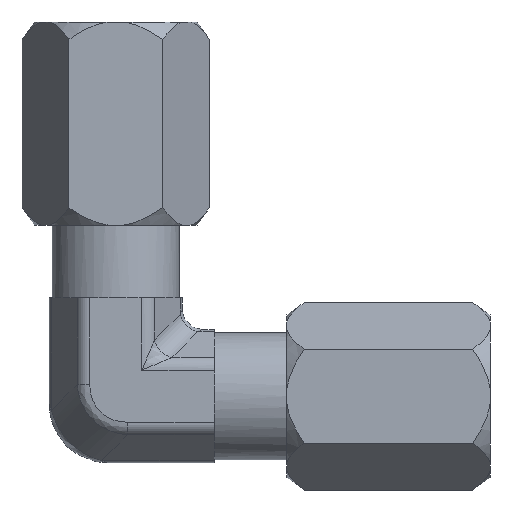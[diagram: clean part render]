
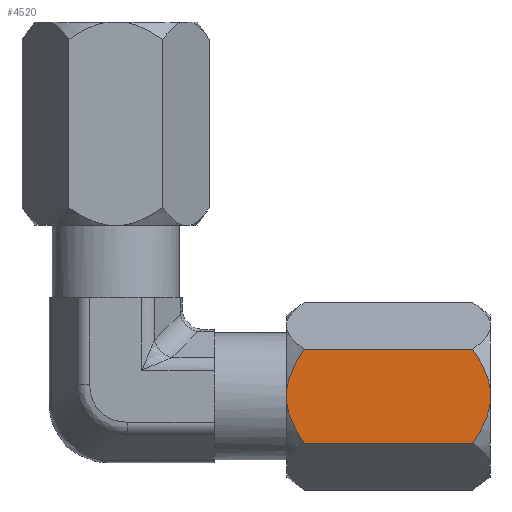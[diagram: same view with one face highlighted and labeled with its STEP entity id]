
A CAD part, front view. The second image highlights one B-rep face of the part: STEP entity #4520.
In plain terms, the highlighted planar face has unit normal (0, -1, 0).
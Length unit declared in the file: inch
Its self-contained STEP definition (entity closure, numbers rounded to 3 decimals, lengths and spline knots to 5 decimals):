
#338=DIRECTION('',(0.,0.,-1.));
#339=VECTOR('',#338,0.05297);
#340=CARTESIAN_POINT('',(0.59,-0.28,0.02649));
#341=LINE('',#340,#339);
#1876=DIRECTION('',(0.,0.,-1.));
#1877=VECTOR('',#1876,0.05297);
#1878=CARTESIAN_POINT('',(1.29,-0.28,0.02649));
#1879=LINE('',#1878,#1877);
#2120=CARTESIAN_POINT('',(1.22992,-0.28,-0.16166));
#2121=CARTESIAN_POINT('',(1.23894,-0.28,-0.14903));
#2122=CARTESIAN_POINT('',(1.25488,-0.28,-0.12447));
#2123=CARTESIAN_POINT('',(1.27247,-0.28,-0.08995));
#2124=CARTESIAN_POINT('',(1.28423,-0.28,-0.05758));
#2125=CARTESIAN_POINT('',(1.28863,-0.28,-0.03669));
#2126=CARTESIAN_POINT('',(1.29,-0.28,-0.02649));
#2131=CARTESIAN_POINT('',(0.65008,-0.28,-0.16166));
#2132=CARTESIAN_POINT('',(0.64106,-0.28,-0.14903));
#2133=CARTESIAN_POINT('',(0.62512,-0.28,-0.12447));
#2134=CARTESIAN_POINT('',(0.60753,-0.28,-0.08995));
#2135=CARTESIAN_POINT('',(0.59577,-0.28,-0.05758));
#2136=CARTESIAN_POINT('',(0.59137,-0.28,-0.03669));
#2137=CARTESIAN_POINT('',(0.59,-0.28,-0.02649));
#2142=CARTESIAN_POINT('',(0.59,-0.28,0.02649));
#2143=CARTESIAN_POINT('',(0.59137,-0.28,0.03669));
#2144=CARTESIAN_POINT('',(0.59577,-0.28,0.05758));
#2145=CARTESIAN_POINT('',(0.60753,-0.28,0.08995));
#2146=CARTESIAN_POINT('',(0.62512,-0.28,0.12448));
#2147=CARTESIAN_POINT('',(0.64106,-0.28,0.14903));
#2148=CARTESIAN_POINT('',(0.65008,-0.28,0.16166));
#2153=DIRECTION('',(1.,0.,0.));
#2154=VECTOR('',#2153,0.57985);
#2155=CARTESIAN_POINT('',(0.65008,-0.28,0.16166));
#2156=LINE('',#2155,#2154);
#2160=CARTESIAN_POINT('',(1.29,-0.28,0.02649));
#2161=CARTESIAN_POINT('',(1.28863,-0.28,0.03669));
#2162=CARTESIAN_POINT('',(1.28423,-0.28,0.05758));
#2163=CARTESIAN_POINT('',(1.27247,-0.28,0.08995));
#2164=CARTESIAN_POINT('',(1.25488,-0.28,0.12448));
#2165=CARTESIAN_POINT('',(1.23894,-0.28,0.14903));
#2166=CARTESIAN_POINT('',(1.22992,-0.28,0.16166));
#2204=DIRECTION('',(1.,0.,0.));
#2205=VECTOR('',#2204,0.57985);
#2206=CARTESIAN_POINT('',(0.65008,-0.28,-0.16166));
#2207=LINE('',#2206,#2205);
#2617=CARTESIAN_POINT('',(0.59,-0.28,-0.02649));
#2619=VERTEX_POINT('',#2617);
#2620=CARTESIAN_POINT('',(0.59,-0.28,0.02649));
#2622=VERTEX_POINT('',#2620);
#2633=CARTESIAN_POINT('',(1.29,-0.28,-0.02649));
#2635=VERTEX_POINT('',#2633);
#2636=CARTESIAN_POINT('',(1.29,-0.28,0.02649));
#2638=VERTEX_POINT('',#2636);
#2648=VERTEX_POINT('',#2120);
#2649=VERTEX_POINT('',#2166);
#2650=VERTEX_POINT('',#2131);
#2651=VERTEX_POINT('',#2148);
#4502=CARTESIAN_POINT('',(0.59,-0.28,0.16166));
#4503=DIRECTION('',(0.,-1.,0.));
#4504=DIRECTION('',(0.,0.,-1.));
#4505=AXIS2_PLACEMENT_3D('',#4502,#4503,#4504);
#4506=PLANE('',#4505);
#4507=ORIENTED_EDGE('',*,*,#4413,.F.);
#4509=ORIENTED_EDGE('',*,*,#4508,.F.);
#4511=ORIENTED_EDGE('',*,*,#4510,.T.);
#4512=ORIENTED_EDGE('',*,*,#2892,.F.);
#4514=ORIENTED_EDGE('',*,*,#4513,.T.);
#4515=ORIENTED_EDGE('',*,*,#4489,.T.);
#4516=ORIENTED_EDGE('',*,*,#4424,.F.);
#4517=ORIENTED_EDGE('',*,*,#4340,.T.);
#4518=EDGE_LOOP('',(#4507,#4509,#4511,#4512,#4514,#4515,#4516,#4517));
#4519=FACE_OUTER_BOUND('',#4518,.F.);
#4520=ADVANCED_FACE('',(#4519),#4506,.T.);
#2127=B_SPLINE_CURVE_WITH_KNOTS('',3,(#2120,#2121,#2122,#2123,#2124,#2125,
#2126),.UNSPECIFIED.,.F.,.F.,(4,1,1,1,4),(0.,0.25,0.5,0.75,1.),
.UNSPECIFIED.);
#2138=B_SPLINE_CURVE_WITH_KNOTS('',3,(#2131,#2132,#2133,#2134,#2135,#2136,
#2137),.UNSPECIFIED.,.F.,.F.,(4,1,1,1,4),(0.,0.25,0.5,0.75,1.),
.UNSPECIFIED.);
#2149=B_SPLINE_CURVE_WITH_KNOTS('',3,(#2142,#2143,#2144,#2145,#2146,#2147,
#2148),.UNSPECIFIED.,.F.,.F.,(4,1,1,1,4),(0.,0.25,0.5,0.75,1.),
.UNSPECIFIED.);
#2167=B_SPLINE_CURVE_WITH_KNOTS('',3,(#2160,#2161,#2162,#2163,#2164,#2165,
#2166),.UNSPECIFIED.,.F.,.F.,(4,1,1,1,4),(0.,0.25,0.5,0.75,1.),
.UNSPECIFIED.);
#2892=EDGE_CURVE('',#2622,#2619,#341,.T.);
#4340=EDGE_CURVE('',#2638,#2635,#1879,.T.);
#4413=EDGE_CURVE('',#2648,#2635,#2127,.T.);
#4424=EDGE_CURVE('',#2638,#2649,#2167,.T.);
#4489=EDGE_CURVE('',#2651,#2649,#2156,.T.);
#4508=EDGE_CURVE('',#2650,#2648,#2207,.T.);
#4510=EDGE_CURVE('',#2650,#2619,#2138,.T.);
#4513=EDGE_CURVE('',#2622,#2651,#2149,.T.);
